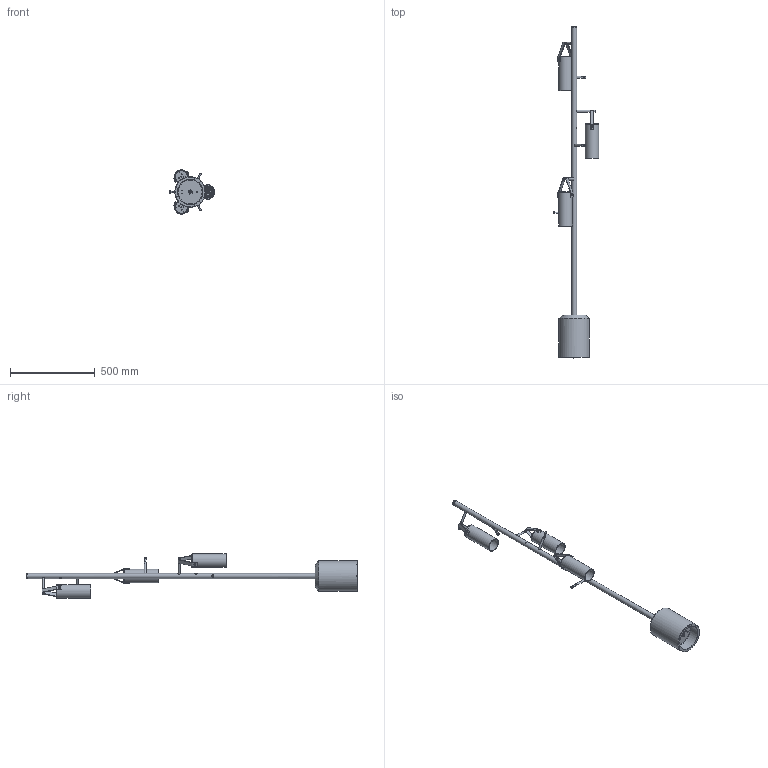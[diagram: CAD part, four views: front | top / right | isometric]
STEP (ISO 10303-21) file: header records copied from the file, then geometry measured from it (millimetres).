
FILE_DESCRIPTION(/* description */ (''),/* implementation_level */ '2;1');
FILE_NAME(/* name */ 'F447630500QZWL.stp',/* time_stamp */ '2020-01-15T11:21:51+01:00',/* author */ ('sghezzi'),/* organization */ (''),/* preprocessor_version */ 'ST-DEVELOPER v17.2',/* originating_system */ 'Autodesk Inventor 2019',/* authorisation */ '');
FILE_SCHEMA (('AUTOMOTIVE_DESIGN { 1 0 10303 214 3 1 1 }'));
Length unit declared in the file: millimetre
Products named in the file (33): Assieme4_; Base marmo_2; 007447620_tubo1730; 007447670_Tige base; staffa; 060009001_DADO_ES_M13X1_H5_L17_ZnBi; 063015001; scheda led entity_en1330; dissipatore sopra; schermo diffusore; Distanziale_M3_H5; boccola x perno a saldare; VITE TSICR M3x8; vetro; cuoio; 007437635_Vite blocca vetro; coperchietto chiusura; dissipatore sotto; 007437600_Bacchetta 130; Perno filettato L40; perno avvita cavo; 003447600_Feltro sottobase settore De175 Di 155; 007447655_Inserto per tubo d30; 060006010; 061013010; 006526620_VITE_M4x7_TCb+_ZnBi; 007447670_tappo asta_D30_M24; oring x inserto per tubo; assieme Morsetto maschio e femmina 2poli_Phoenix contact; PTSM_0.5-2-PL-2.5; 1709450_01; PTSM_0.5-2-PI-2.5; bloccacavo_NY
Assembly tree (70 placements, depth 4):
  Assieme4_
    Base marmo_2
    007447620_tubo1730
    007437600_Bacchetta 130  x6
    cuoio  x3
    vetro  x3
    007447670_Tige base
    staffa
    060009001_DADO_ES_M13X1_H5_L17_ZnBi
    063015001
    scheda led entity_en1330
    dissipatore sotto  x3
    dissipatore sopra
    coperchietto chiusura  x3
    Distanziale_M3_H5  x6
    schermo diffusore
    boccola x perno a saldare  x3
    007437635_Vite blocca vetro  x6
    VITE TSICR M3x8  x3
    Perno filettato L40  x6
    perno avvita cavo  x3
    003447600_Feltro sottobase settore De175 Di 155  x3
    061013010  x2
    007447655_Inserto per tubo d30
    060006010
    006526620_VITE_M4x7_TCb+_ZnBi  x2
    007447670_tappo asta_D30_M24
    oring x inserto per tubo
    assieme Morsetto maschio e femmina 2poli_Phoenix contact
      PTSM_0.5-2-PL-2.5
      1709450_01
        PTSM_0.5-2-PI-2.5
    bloccacavo_NY
Bounding box: 268 x 1959 x 261 mm (x, y, z)
Volume: 6439032 mm3; surface area: 1047464.2 mm2
Topology: 68 solids, 68 shells, 1715 faces, 4212 edges, 2754 vertices
Faces by surface type: plane 993, cylinder 550, cone 158, torus 10, bspline 2, sphere 2
Full cylindrical faces by diameter (mm): 2.459 x30, 3 x22, 3.2 x3, 3.242 x9, 3.5 x6, 4 x11, 4.917 x9, 5 x4, 5.5 x3, 6 x25, 7 x1, 8 x3, 10 x24, 11.5 x1, 11.92 x1, 12 x22, 12.5 x9, 13 x1, 14 x1, 14.917 x1, 16 x1, 17 x1, 18 x1, 24 x1, 27 x2, 30 x3, 32 x1, 40 x1, 50 x1, 62 x1
Entity records: 41805 total; most frequent: CARTESIAN_POINT 8024, DIRECTION 6997, ORIENTED_EDGE 6486, EDGE_CURVE 3243, AXIS2_PLACEMENT_3D 2435, LINE 2127, VECTOR 2127, VERTEX_POINT 2123
